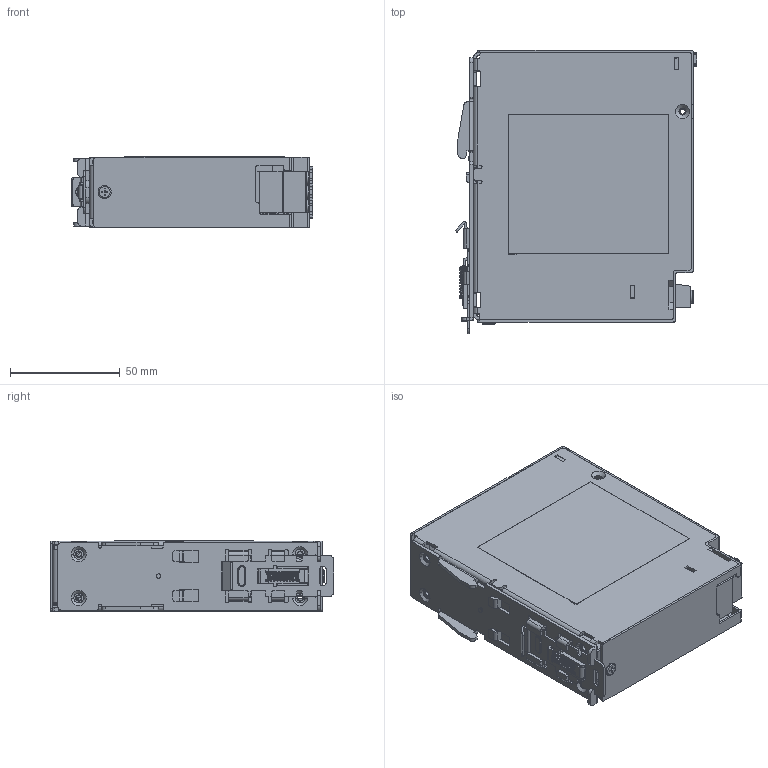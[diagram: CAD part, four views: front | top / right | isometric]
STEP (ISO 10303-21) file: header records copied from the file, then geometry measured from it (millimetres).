
FILE_DESCRIPTION (( 'STEP AP214' ), '1' );
FILE_NAME ('PSN24-080.STEP', '2020-08-14T17:02:07', ( '' ), ( '' ), 'SwSTEP 2.0', 'SolidWorks 2019', '' );
FILE_SCHEMA (( 'AUTOMOTIVE_DESIGN' ));
Length unit declared in the file: inch
Products named in the file (1): PSN24-080
Bounding box: 110.14 x 129.37 x 32.08 mm (x, y, z)
Volume: 74048.5 mm3; surface area: 139375.2 mm2
Topology: 37 solids, 37 shells, 1853 faces, 4755 edges, 3046 vertices
Faces by surface type: plane 1225, cylinder 478, cone 72, torus 42, bspline 36
Full cylindrical faces by diameter (mm): 2.294 x3, 2.363 x3, 2.5 x8, 2.54 x6, 3.4 x1, 3.7 x1, 4 x3, 4.9 x3, 5.76 x3, 6 x2
Entity records: 79586 total; most frequent: CARTESIAN_POINT 13685, ORIENTED_EDGE 9360, DIRECTION 9348, EDGE_CURVE 4680, VECTOR 3462, LINE 3462, VERTEX_POINT 3025, AXIS2_PLACEMENT_3D 2943
